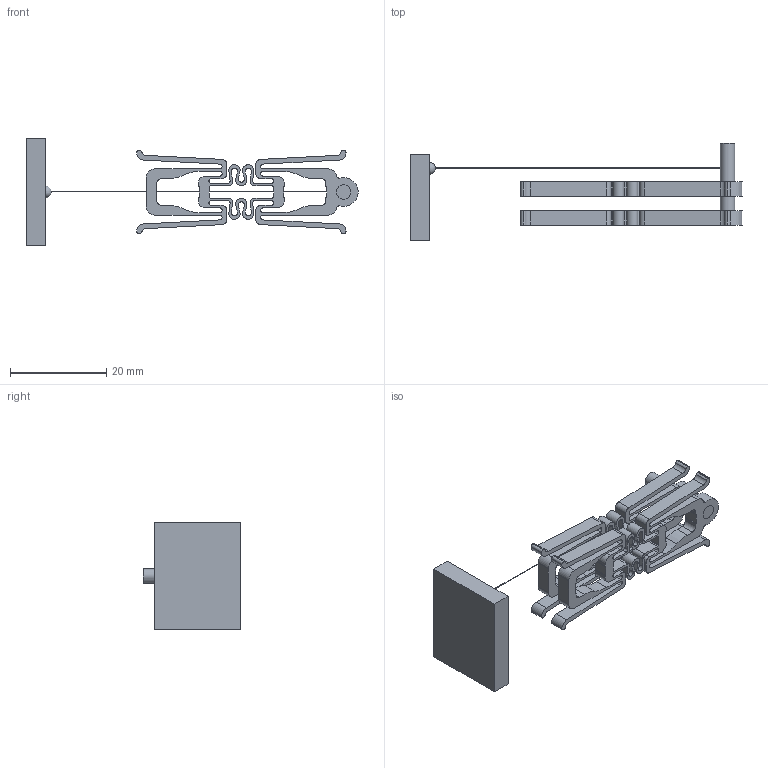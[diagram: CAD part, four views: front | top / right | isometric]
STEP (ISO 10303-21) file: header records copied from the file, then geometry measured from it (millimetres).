
FILE_DESCRIPTION(/* description */ ('','CAx-IF Rec.Pracs.---Representation and Presentation of Product Manufacturing Information (PMI)---4.0---2014-10-13'),/* implementation_level */ '2;1');
FILE_NAME(/* name */ 'Spiketon M1 Two Levels v1.step',/* time_stamp */ '2025-07-02T18:52:05-07:00',/* author */ (''),/* organization */ (''),/* preprocessor_version */ 'ST-DEVELOPER v20',/* originating_system */ 'Autodesk Translation Framework v13.20.0.188',/* authorisation */ '');
FILE_SCHEMA (('AP242_MANAGED_MODEL_BASED_3D_ENGINEERING_MIM_LF { 1 0 10303 442 1 1 4 }'));
Length unit declared in the file: millimetre
Products named in the file (6): Spiketon M1 Two Levels; 2SpeedSpiketon; NicerFlattyF (2) (2); NicerFlattyF (2); Cyl; Sharik
Assembly tree (5 placements, depth 3):
  Spiketon M1 Two Levels
    2SpeedSpiketon
      NicerFlattyF (2) (2)
      NicerFlattyF (2)
      Cyl
      Sharik
Bounding box: 68.99 x 20.2 x 22.31 mm (x, y, z)
Volume: 3335.3 mm3; surface area: 5339.2 mm2
Topology: 5 solids, 5 shells, 390 faces, 1143 edges, 762 vertices
Faces by surface type: cylinder 218, plane 171, sphere 1
Full cylindrical faces by diameter (mm): 0.1 x1, 3 x3
Entity records: 13296 total; most frequent: DIRECTION 2380, CARTESIAN_POINT 2304, ORIENTED_EDGE 2282, EDGE_CURVE 1141, AXIS2_PLACEMENT_3D 838, VERTEX_POINT 762, LINE 704, VECTOR 704
